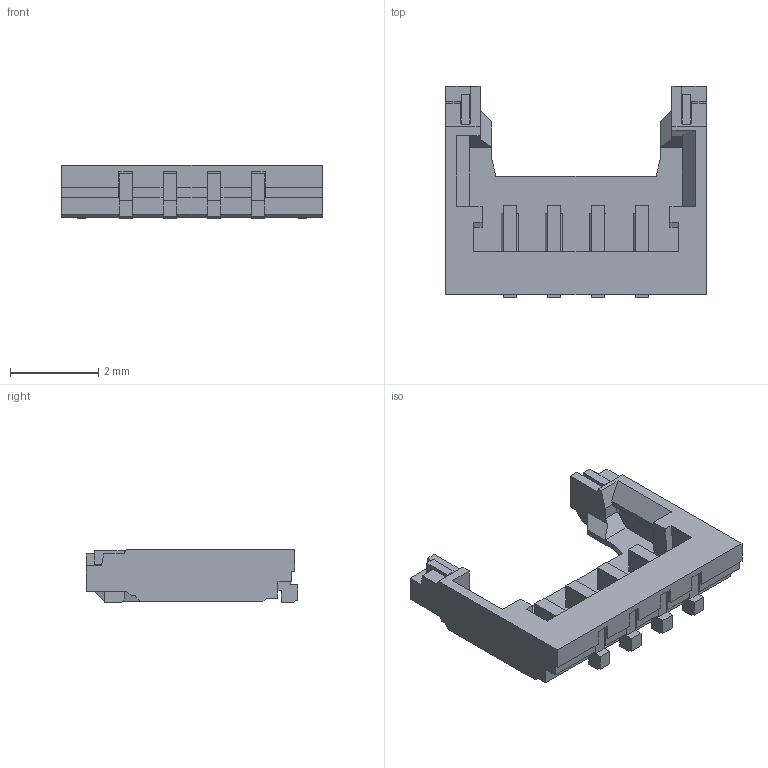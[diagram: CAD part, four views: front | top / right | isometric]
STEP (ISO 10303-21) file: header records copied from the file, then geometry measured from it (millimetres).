
FILE_DESCRIPTION((''),'2;1');
FILE_NAME('2121340004','2021-02-18T',('gga'),(''),'PRO/ENGINEER BY PARAMETRIC TECHNOLOGY CORPORATION, 2016010','PRO/ENGINEER BY PARAMETRIC TECHNOLOGY CORPORATION, 2016010','');
FILE_SCHEMA(('CONFIG_CONTROL_DESIGN'));
Length unit declared in the file: millimetre
Products named in the file (1): 2121340004
Bounding box: 5.9 x 4.79 x 1.2 mm (x, y, z)
Volume: 12.5 mm3; surface area: 90.8 mm2
Topology: 1 solids, 1 shells, 240 faces, 736 edges, 494 vertices
Faces by surface type: plane 230, cylinder 10
Entity records: 8086 total; most frequent: CARTESIAN_POINT 1468, ORIENTED_EDGE 1424, DIRECTION 1230, VECTOR 716, LINE 716, EDGE_CURVE 712, VERTEX_POINT 470, AXIS2_PLACEMENT_3D 257
